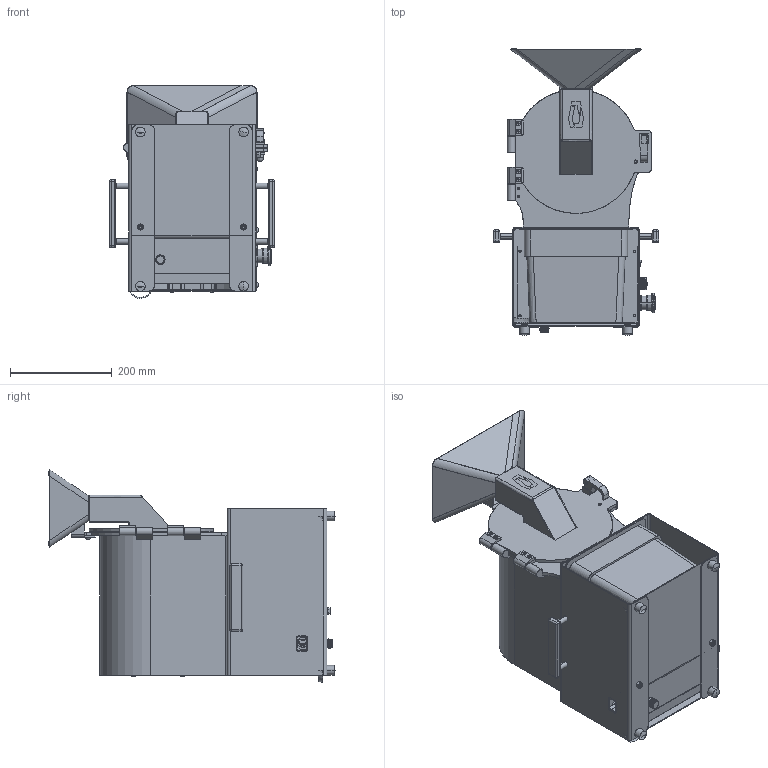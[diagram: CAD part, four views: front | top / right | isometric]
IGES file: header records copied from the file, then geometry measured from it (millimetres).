
Start section: SolidWorks IGES file using analytic representation for surfaces
Global section: file name: 16-00-005600.IGS; native system: SolidWorks 2019; preprocessor: SolidWorks 2019; author: KeithT; date: 220727.142832; units: inch
Bounding box: 325.4 x 563.51 x 419.04 mm (x, y, z)
Surface area: 1559585.3 mm2 (no closed solid volume)
Topology: 0 solids, 0 shells, 1051 faces, 16423 edges, 16293 vertices
Faces by surface type: bspline 599, revolution 452
